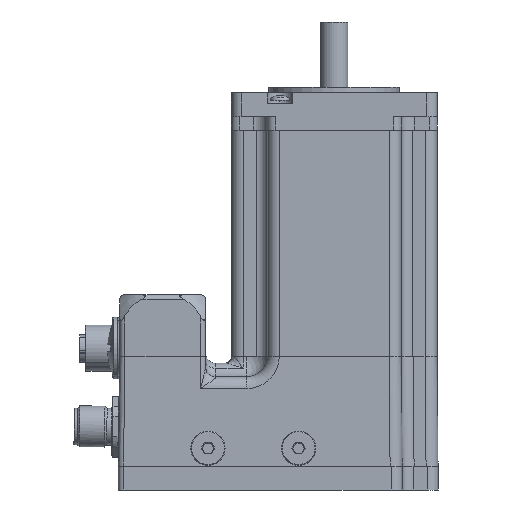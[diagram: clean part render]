
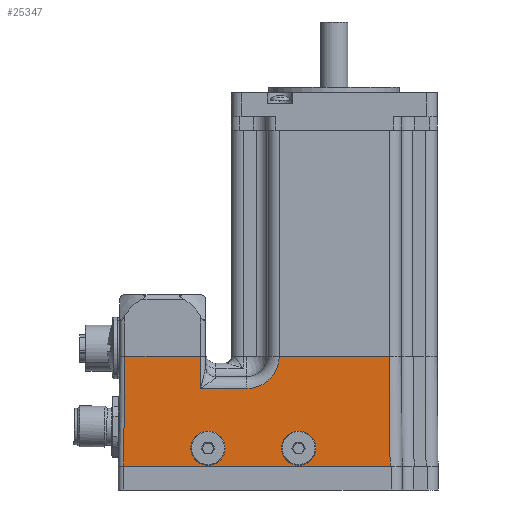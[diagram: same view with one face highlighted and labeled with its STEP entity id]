
A CAD part, left-side view. The second image highlights one B-rep face of the part: STEP entity #25347.
In plain terms, the highlighted planar face has unit normal (-1, 0, 0.009).
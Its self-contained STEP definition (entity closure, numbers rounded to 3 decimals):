
#225=FACE_BOUND('',#3263,.T.);
#226=FACE_BOUND('',#3264,.T.);
#973=PLANE('',#27253);
#1846=FACE_OUTER_BOUND('',#3262,.T.);
#3262=EDGE_LOOP('',(#18068,#18069,#18070,#18071,#18072,#18073,#18074,#18075));
#3263=EDGE_LOOP('',(#18076,#18077));
#3264=EDGE_LOOP('',(#18078,#18079));
#4829=LINE('',#40456,#6671);
#4851=LINE('',#40537,#6693);
#4858=LINE('',#40649,#6700);
#4863=LINE('',#40741,#6705);
#4869=LINE('',#40890,#6711);
#4870=LINE('',#40892,#6712);
#4871=LINE('',#40893,#6713);
#6671=VECTOR('',#31452,32.053);
#6693=VECTOR('',#31510,13.6);
#6700=VECTOR('',#31541,9.405);
#6705=VECTOR('',#31560,22.);
#6711=VECTOR('',#31606,32.004);
#6712=VECTOR('',#31607,77.8);
#6713=VECTOR('',#31608,32.003);
#8302=CIRCLE('',#26863,2.46);
#8303=CIRCLE('',#26864,2.46);
#8304=CIRCLE('',#26868,2.46);
#8305=CIRCLE('',#26869,2.46);
#8503=CIRCLE('',#27213,9.447);
#10019=VERTEX_POINT('',#38926);
#10020=VERTEX_POINT('',#38927);
#10023=VERTEX_POINT('',#38936);
#10024=VERTEX_POINT('',#38937);
#10312=VERTEX_POINT('',#40348);
#10323=VERTEX_POINT('',#40442);
#10324=VERTEX_POINT('',#40455);
#10353=VERTEX_POINT('',#40533);
#10358=VERTEX_POINT('',#40577);
#10367=VERTEX_POINT('',#40739);
#10376=VERTEX_POINT('',#40889);
#10377=VERTEX_POINT('',#40891);
#12730=EDGE_CURVE('',#10019,#10020,#8302,.T.);
#12731=EDGE_CURVE('',#10020,#10019,#8303,.T.);
#12735=EDGE_CURVE('',#10023,#10024,#8304,.T.);
#12736=EDGE_CURVE('',#10024,#10023,#8305,.T.);
#13169=EDGE_CURVE('',#10323,#10324,#4829,.T.);
#13204=EDGE_CURVE('',#10353,#10323,#8503,.T.);
#13205=EDGE_CURVE('',#10312,#10353,#4851,.T.);
#13219=EDGE_CURVE('',#10312,#10358,#4858,.T.);
#13231=EDGE_CURVE('',#10367,#10358,#4863,.T.);
#13251=EDGE_CURVE('',#10367,#10376,#4869,.T.);
#13252=EDGE_CURVE('',#10376,#10377,#4870,.T.);
#13253=EDGE_CURVE('',#10324,#10377,#4871,.T.);
#18068=ORIENTED_EDGE('',*,*,#13219,.T.);
#18069=ORIENTED_EDGE('',*,*,#13231,.F.);
#18070=ORIENTED_EDGE('',*,*,#13251,.T.);
#18071=ORIENTED_EDGE('',*,*,#13252,.T.);
#18072=ORIENTED_EDGE('',*,*,#13253,.F.);
#18073=ORIENTED_EDGE('',*,*,#13169,.F.);
#18074=ORIENTED_EDGE('',*,*,#13204,.F.);
#18075=ORIENTED_EDGE('',*,*,#13205,.F.);
#18076=ORIENTED_EDGE('',*,*,#12730,.T.);
#18077=ORIENTED_EDGE('',*,*,#12731,.T.);
#18078=ORIENTED_EDGE('',*,*,#12735,.T.);
#18079=ORIENTED_EDGE('',*,*,#12736,.T.);
#25347=ADVANCED_FACE('',(#1846,#225,#226),#973,.F.);
#26863=AXIS2_PLACEMENT_3D('',#38928,#30568,#30569);
#26864=AXIS2_PLACEMENT_3D('',#38929,#30570,#30571);
#26868=AXIS2_PLACEMENT_3D('',#38938,#30579,#30580);
#26869=AXIS2_PLACEMENT_3D('',#38939,#30581,#30582);
#27213=AXIS2_PLACEMENT_3D('',#40535,#31506,#31507);
#27253=AXIS2_PLACEMENT_3D('',#40888,#31604,#31605);
#30568=DIRECTION('center_axis',(1.,0.,
-0.009));
#30569=DIRECTION('ref_axis',(0.,1.,0.));
#30570=DIRECTION('center_axis',(1.,0.,
-0.009));
#30571=DIRECTION('ref_axis',(0.,1.,0.));
#30579=DIRECTION('center_axis',(1.,0.,
-0.009));
#30580=DIRECTION('ref_axis',(0.,1.,0.));
#30581=DIRECTION('center_axis',(1.,0.,
-0.009));
#30582=DIRECTION('ref_axis',(0.,1.,0.));
#31452=DIRECTION('',(0.,-1.,0.));
#31506=DIRECTION('center_axis',(-1.,0.,
0.009));
#31507=DIRECTION('ref_axis',(-0.007,-0.703,-0.711));
#31510=DIRECTION('',(0.,-1.,0.));
#31541=DIRECTION('',(0.009,0.,1.));
#31560=DIRECTION('',(0.,-1.,0.));
#31604=DIRECTION('center_axis',(1.,0.,
-0.009));
#31605=DIRECTION('ref_axis',(0.,-1.,0.));
#31606=DIRECTION('',(-0.009,0.012,-1.));
#31607=DIRECTION('',(0.,-1.,0.));
#31608=DIRECTION('',(-0.009,-0.009,-1.));
#38926=CARTESIAN_POINT('',(-29.751,12.86,-99.8));
#38927=CARTESIAN_POINT('',(-29.751,7.94,-99.8));
#38928=CARTESIAN_POINT('Origin',(-29.751,10.4,-99.8));
#38929=CARTESIAN_POINT('Origin',(-29.751,10.4,-99.8));
#38936=CARTESIAN_POINT('',(-29.751,39.31,-99.8));
#38937=CARTESIAN_POINT('',(-29.751,34.39,-99.8));
#38938=CARTESIAN_POINT('Origin',(-29.751,36.85,-99.8));
#38939=CARTESIAN_POINT('Origin',(-29.751,36.85,-99.8));
#40348=CARTESIAN_POINT('',(-29.588,39.1,-82.405));
#40442=CARTESIAN_POINT('',(-29.5,16.053,-73.));
#40455=CARTESIAN_POINT('',(-29.5,-16.,-73.));
#40456=CARTESIAN_POINT('',(-29.5,16.053,-73.));
#40533=CARTESIAN_POINT('',(-29.588,25.5,-82.405));
#40535=CARTESIAN_POINT('Origin',(-29.5,25.5,-72.958));
#40537=CARTESIAN_POINT('',(-29.588,39.1,-82.405));
#40577=CARTESIAN_POINT('',(-29.5,39.1,-73.));
#40649=CARTESIAN_POINT('',(-29.588,39.1,-82.405));
#40739=CARTESIAN_POINT('',(-29.5,61.1,-73.));
#40741=CARTESIAN_POINT('',(-29.5,61.1,-73.));
#40888=CARTESIAN_POINT('Origin',(-29.5,61.1,-73.));
#40889=CARTESIAN_POINT('',(-29.8,61.5,-105.));
#40890=CARTESIAN_POINT('',(-29.5,61.1,-73.));
#40891=CARTESIAN_POINT('',(-29.8,-16.3,-105.));
#40892=CARTESIAN_POINT('',(-29.8,61.5,-105.));
#40893=CARTESIAN_POINT('',(-29.5,-16.,-73.));
